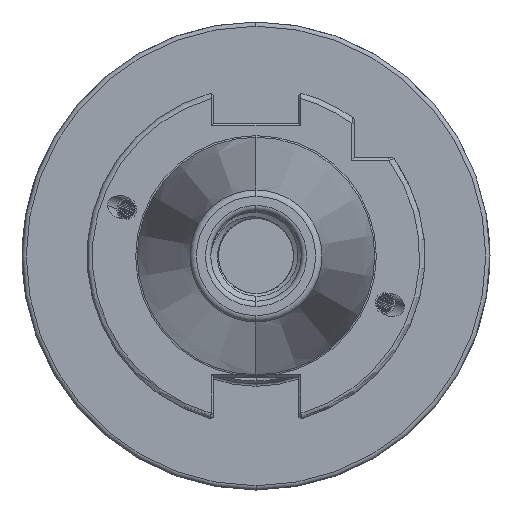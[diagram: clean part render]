
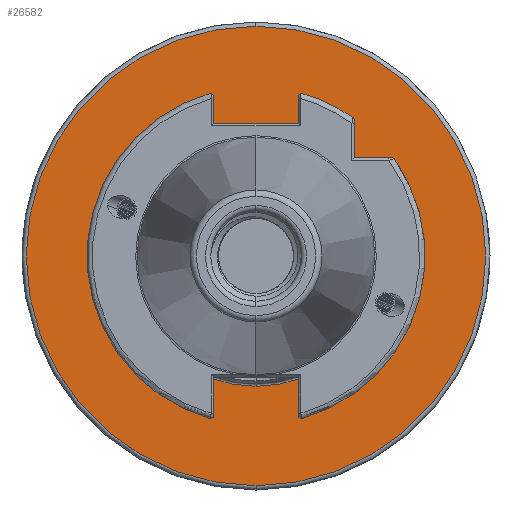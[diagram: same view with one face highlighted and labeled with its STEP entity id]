
A CAD part, left-side view. The second image highlights one B-rep face of the part: STEP entity #26582.
In plain terms, the highlighted planar face has unit normal (-1, 0, 0).
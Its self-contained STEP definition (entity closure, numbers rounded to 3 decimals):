
#558 = CARTESIAN_POINT ( 'NONE',  ( 31.8, 0., 24.5 ) ) ;
#667 = CARTESIAN_POINT ( 'NONE',  ( 31.8, 0., -24.5 ) ) ;
#671 = CARTESIAN_POINT ( 'NONE',  ( 31.8, 0., -43.2 ) ) ;
#672 = CARTESIAN_POINT ( 'NONE',  ( 31.8, 0., 43.2 ) ) ;
#1362 = CIRCLE ( 'NONE', #26874, 24.5 ) ;
#1407 = CIRCLE ( 'NONE', #26878, 43.2 ) ;
#12847 = CIRCLE ( 'NONE', #26977, 43.2 ) ;
#12916 = CIRCLE ( 'NONE', #26979, 24.5 ) ;
#13241 = EDGE_LOOP ( 'NONE', ( #27761, #27762 ) ) ;
#13290 = EDGE_LOOP ( 'NONE', ( #27702, #27645 ) ) ;
#13510 = VERTEX_POINT ( 'NONE', #558 ) ;
#13525 = VERTEX_POINT ( 'NONE', #672 ) ;
#13526 = VERTEX_POINT ( 'NONE', #667 ) ;
#13541 = VERTEX_POINT ( 'NONE', #671 ) ;
#19275 = PLANE ( 'NONE',  #29382 ) ;
#19290 = DIRECTION ( 'NONE',  ( 0., 0., -1. ) ) ;
#19306 = DIRECTION ( 'NONE',  ( 1., 0., 0. ) ) ;
#19322 = CARTESIAN_POINT ( 'NONE',  ( 31.8, 24., 0. ) ) ;
#20629 = CARTESIAN_POINT ( 'NONE',  ( 31.8, 0., 0. ) ) ;
#20630 = DIRECTION ( 'NONE',  ( 1., 0., 0. ) ) ;
#20645 = DIRECTION ( 'NONE',  ( 0., 0., -1. ) ) ;
#20703 = DIRECTION ( 'NONE',  ( 0., 0., -1. ) ) ;
#20722 = DIRECTION ( 'NONE',  ( -1., 0., 0. ) ) ;
#20742 = CARTESIAN_POINT ( 'NONE',  ( 31.8, 0., 0. ) ) ;
#24713 = FACE_OUTER_BOUND ( 'NONE', #13290, .T. ) ;
#24744 = FACE_BOUND ( 'NONE', #13241, .T. ) ;
#26582 = ADVANCED_FACE ( 'NONE', ( #24713, #24744 ), #19275, .F. ) ;
#26874 = AXIS2_PLACEMENT_3D ( 'NONE', #20629, #20630, #20645 ) ;
#26878 = AXIS2_PLACEMENT_3D ( 'NONE', #20742, #20722, #20703 ) ;
#26977 = AXIS2_PLACEMENT_3D ( 'NONE', #34266, #34251, #34240 ) ;
#26979 = AXIS2_PLACEMENT_3D ( 'NONE', #34491, #34510, #34468 ) ;
#27645 = ORIENTED_EDGE ( 'NONE', *, *, #38985, .T. ) ;
#27702 = ORIENTED_EDGE ( 'NONE', *, *, #39913, .T. ) ;
#27761 = ORIENTED_EDGE ( 'NONE', *, *, #39952, .T. ) ;
#27762 = ORIENTED_EDGE ( 'NONE', *, *, #38965, .T. ) ;
#29382 = AXIS2_PLACEMENT_3D ( 'NONE', #19322, #19306, #19290 ) ;
#34240 = DIRECTION ( 'NONE',  ( 0., 0., -1. ) ) ;
#34251 = DIRECTION ( 'NONE',  ( -1., 0., 0. ) ) ;
#34266 = CARTESIAN_POINT ( 'NONE',  ( 31.8, 0., 0. ) ) ;
#34468 = DIRECTION ( 'NONE',  ( 0., 0., -1. ) ) ;
#34491 = CARTESIAN_POINT ( 'NONE',  ( 31.8, 0., 0. ) ) ;
#34510 = DIRECTION ( 'NONE',  ( 1., 0., 0. ) ) ;
#38965 = EDGE_CURVE ( 'NONE', #13510, #13526, #1362, .T. ) ;
#38985 = EDGE_CURVE ( 'NONE', #13525, #13541, #1407, .T. ) ;
#39913 = EDGE_CURVE ( 'NONE', #13541, #13525, #12847, .T. ) ;
#39952 = EDGE_CURVE ( 'NONE', #13526, #13510, #12916, .T. ) ;
